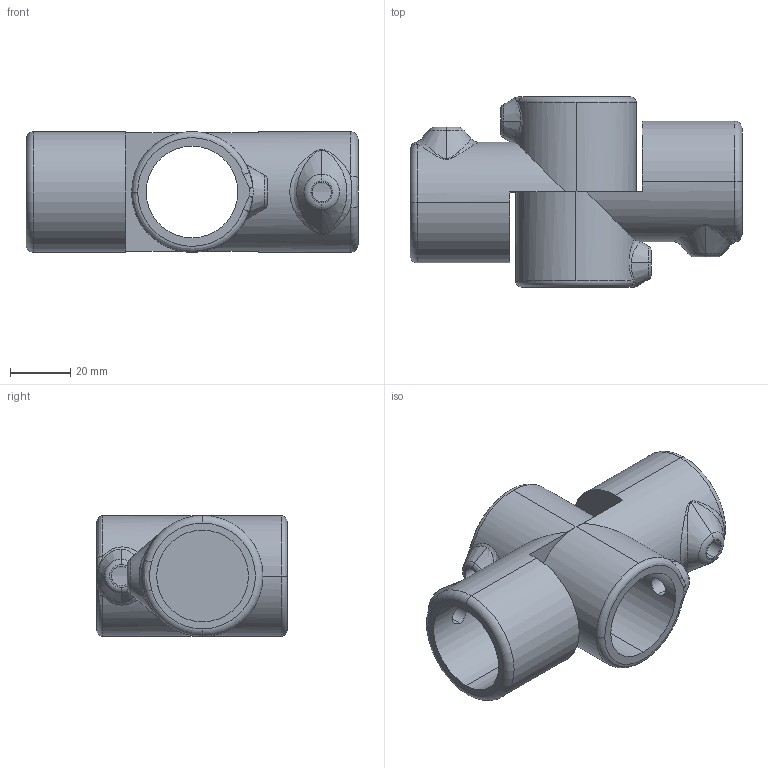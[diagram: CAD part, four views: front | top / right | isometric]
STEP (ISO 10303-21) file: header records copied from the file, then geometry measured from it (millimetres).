
FILE_DESCRIPTION (( 'STEP AP203' ), '1' );
FILE_NAME ('0301454500.STEP', '2025-01-08T10:10:02', ( '' ), ( '' ), 'SwSTEP 2.0', 'SolidWorks 2022', '' );
FILE_SCHEMA (( 'CONFIG_CONTROL_DESIGN' ));
Length unit declared in the file: metre
Products named in the file (1): 0301454500
Bounding box: 110 x 63 x 40 mm (x, y, z)
Volume: 82803.4 mm3; surface area: 34386.6 mm2
Topology: 2 solids, 2 shells, 90 faces, 222 edges, 138 vertices
Faces by surface type: bspline 28, cylinder 26, torus 14, plane 14, cone 8
Entity records: 6421 total; most frequent: CARTESIAN_POINT 4457, ORIENTED_EDGE 444, DIRECTION 332, EDGE_CURVE 222, AXIS2_PLACEMENT_3D 147, VERTEX_POINT 138, EDGE_LOOP 104, FACE_OUTER_BOUND 90
